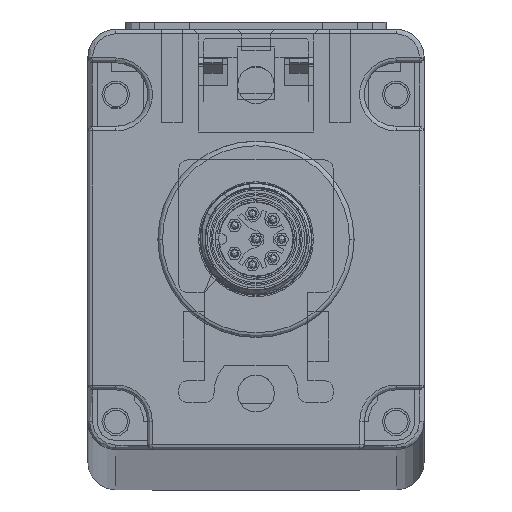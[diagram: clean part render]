
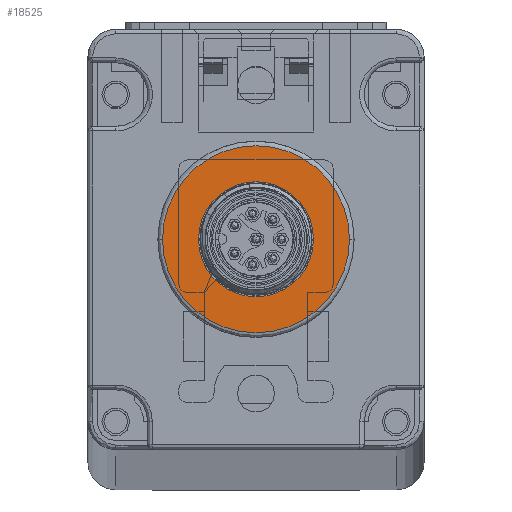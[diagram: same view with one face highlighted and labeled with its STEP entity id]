
A CAD part, top view. The second image highlights one B-rep face of the part: STEP entity #18525.
In plain terms, the highlighted planar face has unit normal (0, 0, 1).
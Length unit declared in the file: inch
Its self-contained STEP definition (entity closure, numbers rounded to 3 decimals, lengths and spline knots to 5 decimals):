
#6268=CARTESIAN_POINT('',(0.,0.88583,0.15748));
#6269=DIRECTION('',(0.,0.,1.));
#6270=DIRECTION('',(1.,0.,0.));
#6271=AXIS2_PLACEMENT_3D('',#6268,#6269,#6270);
#6283=CARTESIAN_POINT('',(0.,0.88583,0.15748));
#6284=DIRECTION('',(0.,0.,1.));
#6285=DIRECTION('',(1.,0.,0.));
#6286=AXIS2_PLACEMENT_3D('',#6283,#6284,#6285);
#6288=CARTESIAN_POINT('',(0.,0.88583,0.15748));
#6289=DIRECTION('',(0.,0.,1.));
#6290=DIRECTION('',(-1.,0.,0.));
#6291=AXIS2_PLACEMENT_3D('',#6288,#6289,#6290);
#6293=CARTESIAN_POINT('',(0.,0.88583,0.15748));
#6294=DIRECTION('',(0.,0.,1.));
#6295=DIRECTION('',(-1.,0.,0.));
#6296=AXIS2_PLACEMENT_3D('',#6293,#6294,#6295);
#9353=CARTESIAN_POINT('',(0.24213,0.88583,
0.15748));
#9354=CARTESIAN_POINT('',(-0.24213,0.88583,
0.15748));
#9355=VERTEX_POINT('',#9353);
#9356=VERTEX_POINT('',#9354);
#9653=CARTESIAN_POINT('',(0.3937,0.88583,
0.15748));
#9654=CARTESIAN_POINT('',(-0.3937,0.88583,
0.15748));
#9655=VERTEX_POINT('',#9653);
#9656=VERTEX_POINT('',#9654);
#18509=CARTESIAN_POINT('',(0.,0.,0.15748));
#18510=DIRECTION('',(0.,0.,1.));
#18511=DIRECTION('',(1.,0.,0.));
#18512=AXIS2_PLACEMENT_3D('',#18509,#18510,#18511);
#18513=PLANE('',#18512);
#18514=ORIENTED_EDGE('',*,*,#18499,.F.);
#18516=ORIENTED_EDGE('',*,*,#18515,.F.);
#18517=EDGE_LOOP('',(#18514,#18516));
#18518=FACE_OUTER_BOUND('',#18517,.F.);
#18520=ORIENTED_EDGE('',*,*,#18519,.T.);
#18522=ORIENTED_EDGE('',*,*,#18521,.T.);
#18523=EDGE_LOOP('',(#18520,#18522));
#18524=FACE_BOUND('',#18523,.F.);
#18525=ADVANCED_FACE('',(#18518,#18524),#18513,.T.);
#6272=CIRCLE('',#6271,0.3937);
#6287=CIRCLE('',#6286,0.24213);
#6292=CIRCLE('',#6291,0.24213);
#6297=CIRCLE('',#6296,0.3937);
#18499=EDGE_CURVE('',#9655,#9656,#6272,.T.);
#18515=EDGE_CURVE('',#9656,#9655,#6297,.T.);
#18519=EDGE_CURVE('',#9355,#9356,#6287,.T.);
#18521=EDGE_CURVE('',#9356,#9355,#6292,.T.);
